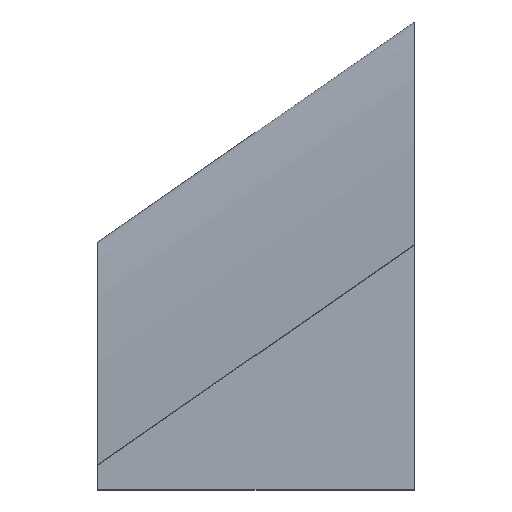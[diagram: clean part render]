
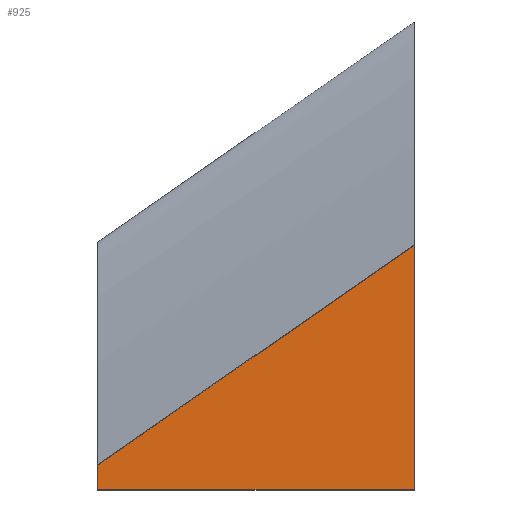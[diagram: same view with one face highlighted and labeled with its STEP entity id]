
A CAD part, top view. The second image highlights one B-rep face of the part: STEP entity #925.
In plain terms, the highlighted planar face has unit normal (0, 0, 1).
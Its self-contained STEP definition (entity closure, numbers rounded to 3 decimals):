
#33 = ORIENTED_EDGE ( 'NONE', *, *, #152, .T. ) ;
#41 = CARTESIAN_POINT ( 'NONE',  ( -184.15, -8.89, 3.175 ) ) ;
#48 = CARTESIAN_POINT ( 'NONE',  ( -184.15, 92.71, 3.175 ) ) ;
#65 = VERTEX_POINT ( 'NONE', #48 ) ;
#67 = DIRECTION ( 'NONE',  ( -0.821, -0.571, 0. ) ) ;
#120 = FACE_OUTER_BOUND ( 'NONE', #828, .T. ) ;
#152 = EDGE_CURVE ( 'NONE', #532, #510, #765, .T. ) ;
#153 = EDGE_CURVE ( 'NONE', #65, #532, #698, .T. ) ;
#191 = DIRECTION ( 'NONE',  ( 0., 1., 0. ) ) ;
#197 = VECTOR ( 'NONE', #275, 1000. ) ;
#199 = LINE ( 'NONE', #917, #345 ) ;
#206 = CARTESIAN_POINT ( 'NONE',  ( -184.15, -8.89, 3.175 ) ) ;
#275 = DIRECTION ( 'NONE',  ( 0., -1., 0. ) ) ;
#285 = ORIENTED_EDGE ( 'NONE', *, *, #901, .T. ) ;
#315 = CARTESIAN_POINT ( 'NONE',  ( -184.15, -8.89, 3.175 ) ) ;
#345 = VECTOR ( 'NONE', #191, 1000. ) ;
#353 = DIRECTION ( 'NONE',  ( 1., 0., 0. ) ) ;
#400 = AXIS2_PLACEMENT_3D ( 'NONE', #436, #691, #353 ) ;
#436 = CARTESIAN_POINT ( 'NONE',  ( 0., 0., 3.175 ) ) ;
#440 = EDGE_CURVE ( 'NONE', #629, #65, #540, .T. ) ;
#510 = VERTEX_POINT ( 'NONE', #719 ) ;
#532 = VERTEX_POINT ( 'NONE', #315 ) ;
#540 = LINE ( 'NONE', #786, #774 ) ;
#545 = ORIENTED_EDGE ( 'NONE', *, *, #153, .T. ) ;
#621 = VECTOR ( 'NONE', #994, 1000. ) ;
#629 = VERTEX_POINT ( 'NONE', #824 ) ;
#691 = DIRECTION ( 'NONE',  ( 0., 0., 1. ) ) ;
#698 = LINE ( 'NONE', #206, #197 ) ;
#719 = CARTESIAN_POINT ( 'NONE',  ( -38.1, -8.89, 3.175 ) ) ;
#765 = LINE ( 'NONE', #41, #621 ) ;
#774 = VECTOR ( 'NONE', #67, 1000. ) ;
#786 = CARTESIAN_POINT ( 'NONE',  ( -184.15, 92.71, 3.175 ) ) ;
#788 = ORIENTED_EDGE ( 'NONE', *, *, #440, .T. ) ;
#824 = CARTESIAN_POINT ( 'NONE',  ( -38.1, 194.31, 3.175 ) ) ;
#828 = EDGE_LOOP ( 'NONE', ( #285, #788, #545, #33 ) ) ;
#901 = EDGE_CURVE ( 'NONE', #510, #629, #199, .T. ) ;
#917 = CARTESIAN_POINT ( 'NONE',  ( -38.1, 194.31, 3.175 ) ) ;
#925 = ADVANCED_FACE ( 'NONE', ( #120 ), #1007, .T. ) ;
#994 = DIRECTION ( 'NONE',  ( 1., 0., 0. ) ) ;
#1007 = PLANE ( 'NONE',  #400 ) ;
